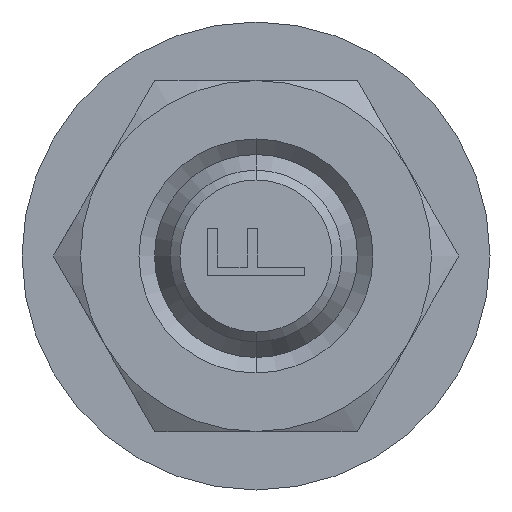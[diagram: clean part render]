
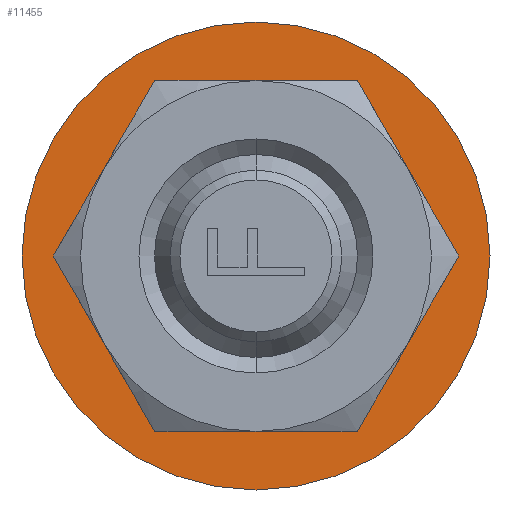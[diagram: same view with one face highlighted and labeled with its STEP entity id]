
A CAD part, left-side view. The second image highlights one B-rep face of the part: STEP entity #11455.
In plain terms, the highlighted face is planar.
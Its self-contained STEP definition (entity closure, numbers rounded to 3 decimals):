
#120 = CIRCLE ( 'NONE', #15000, 12. ) ;
#358 = EDGE_LOOP ( 'NONE', ( #14712, #4482 ) ) ;
#553 = DIRECTION ( 'NONE',  ( 1., 0., 0. ) ) ;
#693 = ORIENTED_EDGE ( 'NONE', *, *, #6338, .T. ) ;
#785 = CARTESIAN_POINT ( 'NONE',  ( -6.75, 0., 0. ) ) ;
#956 = CARTESIAN_POINT ( 'NONE',  ( 12., 0., 0. ) ) ;
#1050 = DIRECTION ( 'NONE',  ( 1., 0., 0. ) ) ;
#3639 = FACE_BOUND ( 'NONE', #5180, .T. ) ;
#3765 = EDGE_CURVE ( 'NONE', #11003, #19106, #9351, .T. ) ;
#4227 = CARTESIAN_POINT ( 'NONE',  ( 0., 0., 0. ) ) ;
#4482 = ORIENTED_EDGE ( 'NONE', *, *, #15916, .F. ) ;
#4533 = CARTESIAN_POINT ( 'NONE',  ( 0., 0., 0. ) ) ;
#5180 = EDGE_LOOP ( 'NONE', ( #693, #7809 ) ) ;
#6297 = VERTEX_POINT ( 'NONE', #7054 ) ;
#6338 = EDGE_CURVE ( 'NONE', #11009, #6297, #20979, .T. ) ;
#6985 = CARTESIAN_POINT ( 'NONE',  ( 0., 0., 0. ) ) ;
#7054 = CARTESIAN_POINT ( 'NONE',  ( 6.75, 0., 0. ) ) ;
#7123 = DIRECTION ( 'NONE',  ( 0., 0., 1. ) ) ;
#7275 = AXIS2_PLACEMENT_3D ( 'NONE', #4227, #18806, #1050 ) ;
#7809 = ORIENTED_EDGE ( 'NONE', *, *, #15554, .T. ) ;
#7845 = DIRECTION ( 'NONE',  ( 0., 0., 1. ) ) ;
#8111 = AXIS2_PLACEMENT_3D ( 'NONE', #6985, #7123, #553 ) ;
#8179 = FACE_OUTER_BOUND ( 'NONE', #358, .T. ) ;
#8846 = CARTESIAN_POINT ( 'NONE',  ( -12., 0., 0. ) ) ;
#9351 = CIRCLE ( 'NONE', #7275, 12. ) ;
#10595 = DIRECTION ( 'NONE',  ( 1., 0., 0. ) ) ;
#11003 = VERTEX_POINT ( 'NONE', #8846 ) ;
#11009 = VERTEX_POINT ( 'NONE', #785 ) ;
#11455 = ADVANCED_FACE ( 'NONE', ( #8179, #3639 ), #19216, .F. ) ;
#12593 = CARTESIAN_POINT ( 'NONE',  ( 0., 0., 0. ) ) ;
#12782 = AXIS2_PLACEMENT_3D ( 'NONE', #12593, #14221, #14287 ) ;
#13312 = CIRCLE ( 'NONE', #17429, 6.75 ) ;
#14221 = DIRECTION ( 'NONE',  ( 0., 0., 1. ) ) ;
#14287 = DIRECTION ( 'NONE',  ( 1., 0., 0. ) ) ;
#14387 = DIRECTION ( 'NONE',  ( 1., 0., 0. ) ) ;
#14712 = ORIENTED_EDGE ( 'NONE', *, *, #3765, .F. ) ;
#15000 = AXIS2_PLACEMENT_3D ( 'NONE', #16836, #17114, #10595 ) ;
#15554 = EDGE_CURVE ( 'NONE', #6297, #11009, #13312, .T. ) ;
#15916 = EDGE_CURVE ( 'NONE', #19106, #11003, #120, .T. ) ;
#16836 = CARTESIAN_POINT ( 'NONE',  ( 0., 0., 0. ) ) ;
#17114 = DIRECTION ( 'NONE',  ( 0., 0., 1. ) ) ;
#17429 = AXIS2_PLACEMENT_3D ( 'NONE', #4533, #7845, #14387 ) ;
#18806 = DIRECTION ( 'NONE',  ( 0., 0., 1. ) ) ;
#19106 = VERTEX_POINT ( 'NONE', #956 ) ;
#19216 = PLANE ( 'NONE',  #12782 ) ;
#20979 = CIRCLE ( 'NONE', #8111, 6.75 ) ;
